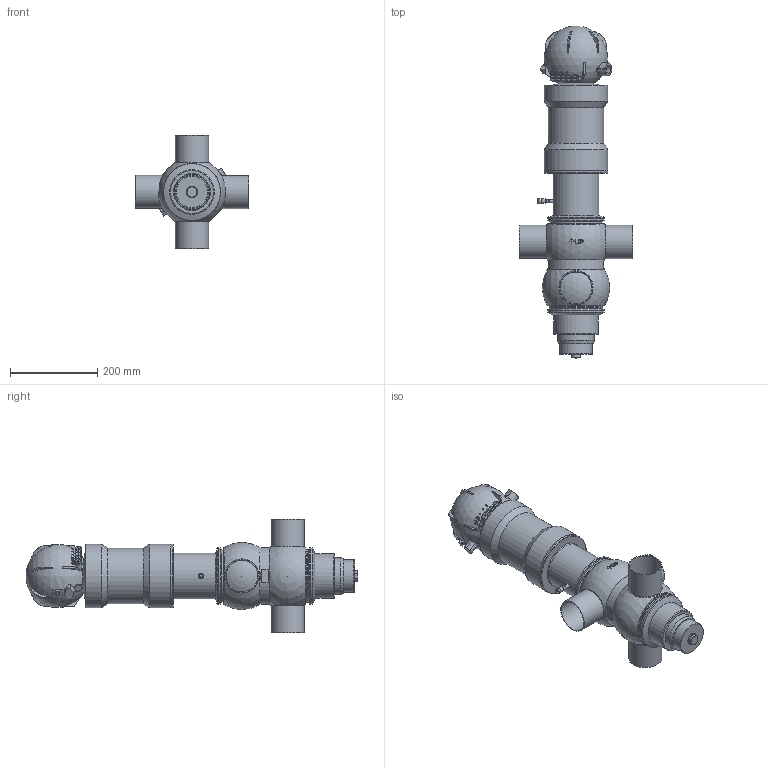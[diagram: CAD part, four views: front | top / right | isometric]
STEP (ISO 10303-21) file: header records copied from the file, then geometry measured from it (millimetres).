
FILE_DESCRIPTION(/* description */ ('B915PMO V.MIX DN76.2X1.65 4-90°TT SS EPD 316+PROX ESTERNO NC'),/* implementation_level */ '2;1');
FILE_NAME(/* name */ 'BC6ANX300BEAAAA-00^SAGOMA.step',/* time_stamp */ '2019-06-25T17:10:20+02:00',/* author */ ('marz-m'),/* organization */ (''),/* preprocessor_version */ 'ST-DEVELOPER v17',/* originating_system */ 'Autodesk Inventor 2018',/* authorisation */ '');
FILE_SCHEMA (('CONFIG_CONTROL_DESIGN'));
Length unit declared in the file: millimetre
Products named in the file (7): BC6ANX300BEAAAA; Cil108; ASSEMBL-B925-DN0801; 3DAAGIOTAE005; TAPPO CORPO DN80; TSTDLL300BBA; RECLA97
Assembly tree (6 placements, depth 2):
  BC6ANX300BEAAAA
    Cil108
    ASSEMBL-B925-DN0801
    3DAAGIOTAE005
    TAPPO CORPO DN80
    TSTDLL300BBA
    RECLA97
Bounding box: 260 x 759.3 x 260 mm (x, y, z)
Volume: 9581480.1 mm3; surface area: 588094.6 mm2
Topology: 6 solids, 6 shells, 508 faces, 1347 edges, 906 vertices
Faces by surface type: plane 323, cylinder 92, bspline 30, sphere 23, cone 21, torus 19
Full cylindrical faces by diameter (mm): 3 x1, 4 x1, 8 x5, 8.3 x1, 10.4 x1, 10.5 x1, 12 x1, 12.6 x1, 13 x3, 19 x1, 72.9 x4, 75 x1, 76.2 x4, 84 x1, 102 x1, 105 x1, 120 x2, 127 x1, 130 x5, 146 x3
Entity records: 18284 total; most frequent: CARTESIAN_POINT 4969, DIRECTION 2929, ORIENTED_EDGE 2676, EDGE_CURVE 1338, AXIS2_PLACEMENT_3D 1222, VERTEX_POINT 906, CIRCLE 725, EDGE_LOOP 574
